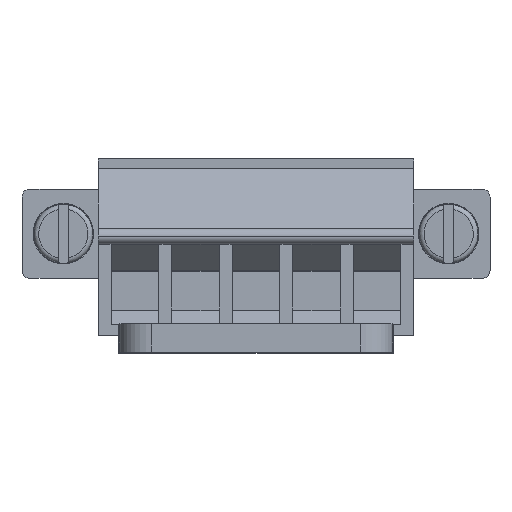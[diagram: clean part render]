
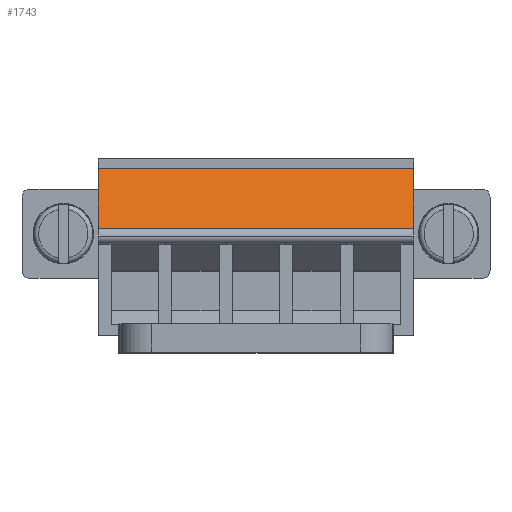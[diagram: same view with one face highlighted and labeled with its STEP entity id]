
A CAD part, top view. The second image highlights one B-rep face of the part: STEP entity #1743.
In plain terms, the highlighted planar face has unit normal (0, 0.359, 0.933).
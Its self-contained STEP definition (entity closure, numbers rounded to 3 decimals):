
#1730=AXIS2_PLACEMENT_3D('Plane Axis2P3D',#1727,#1728,#1729) ;
#1538=CARTESIAN_POINT('Vertex',(4.8,7.83,14.85)) ;
#1541=CARTESIAN_POINT('Line Origine',(4.8,9.715,14.125)) ;
#1545=CARTESIAN_POINT('Vertex',(4.8,11.6,13.4)) ;
#1632=CARTESIAN_POINT('Vertex',(24.64,11.6,13.4)) ;
#1635=CARTESIAN_POINT('Line Origine',(24.64,9.715,14.125)) ;
#1639=CARTESIAN_POINT('Vertex',(24.64,7.83,14.85)) ;
#1715=CARTESIAN_POINT('Line Origine',(14.72,11.6,13.4)) ;
#1727=CARTESIAN_POINT('Axis2P3D Location',(4.8,7.83,14.85)) ;
#1732=CARTESIAN_POINT('Line Origine',(14.72,7.83,14.85)) ;
#1542=DIRECTION('Vector Direction',(0.,0.933,-0.359)) ;
#1636=DIRECTION('Vector Direction',(0.,0.933,-0.359)) ;
#1716=DIRECTION('Vector Direction',(1.,0.,0.)) ;
#1728=DIRECTION('Axis2P3D Direction',(0.,-0.359,-0.933)) ;
#1729=DIRECTION('Axis2P3D XDirection',(0.,0.933,-0.359)) ;
#1733=DIRECTION('Vector Direction',(1.,0.,0.)) ;
#1543=VECTOR('Line Direction',#1542,1.) ;
#1637=VECTOR('Line Direction',#1636,1.) ;
#1717=VECTOR('Line Direction',#1716,1.) ;
#1734=VECTOR('Line Direction',#1733,1.) ;
#1738=ORIENTED_EDGE('',*,*,#1641,.T.) ;
#1739=ORIENTED_EDGE('',*,*,#1719,.F.) ;
#1740=ORIENTED_EDGE('',*,*,#1547,.T.) ;
#1741=ORIENTED_EDGE('',*,*,#1736,.T.) ;
#1743=ADVANCED_FACE('HOUSING',(#1742),#1731,.F.) ;
#1547=EDGE_CURVE('',#1546,#1539,#1544,.F.) ;
#1641=EDGE_CURVE('',#1640,#1633,#1638,.T.) ;
#1719=EDGE_CURVE('',#1546,#1633,#1718,.T.) ;
#1736=EDGE_CURVE('',#1539,#1640,#1735,.T.) ;
#1737=EDGE_LOOP('',(#1738,#1739,#1740,#1741)) ;
#1742=FACE_OUTER_BOUND('',#1737,.T.) ;
#1544=LINE('Line',#1541,#1543) ;
#1638=LINE('Line',#1635,#1637) ;
#1718=LINE('Line',#1715,#1717) ;
#1735=LINE('Line',#1732,#1734) ;
#1731=PLANE('',#1730) ;
#1539=VERTEX_POINT('',#1538) ;
#1546=VERTEX_POINT('',#1545) ;
#1633=VERTEX_POINT('',#1632) ;
#1640=VERTEX_POINT('',#1639) ;
